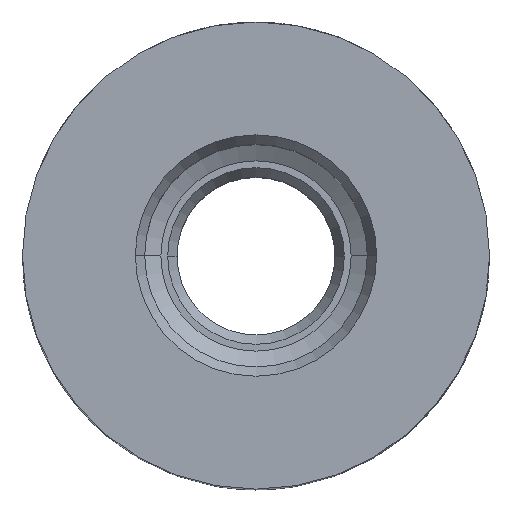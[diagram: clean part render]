
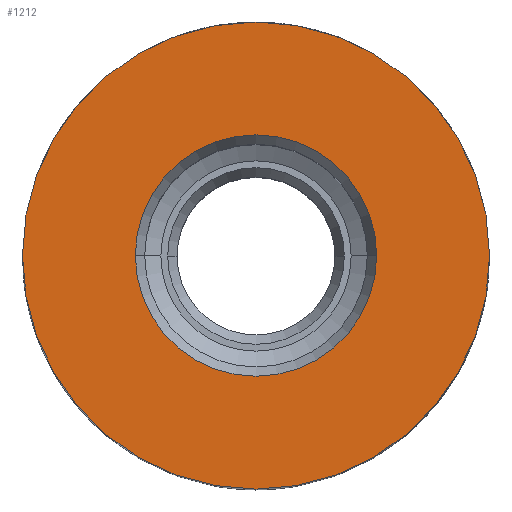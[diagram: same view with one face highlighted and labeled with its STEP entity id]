
A CAD part, top view. The second image highlights one B-rep face of the part: STEP entity #1212.
In plain terms, the highlighted planar face has unit normal (0, 0, 1).
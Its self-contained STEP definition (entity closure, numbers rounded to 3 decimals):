
#25 = AXIS2_PLACEMENT_3D ( 'NONE', #552, #250, #1242 ) ;
#27 = ORIENTED_EDGE ( 'NONE', *, *, #342, .T. ) ;
#63 = AXIS2_PLACEMENT_3D ( 'NONE', #114, #789, #477 ) ;
#64 = AXIS2_PLACEMENT_3D ( 'NONE', #1101, #1241, #988 ) ;
#68 = CARTESIAN_POINT ( 'NONE',  ( -3.875, 0., 16. ) ) ;
#69 = CARTESIAN_POINT ( 'NONE',  ( -7.5, 0., 16. ) ) ;
#114 = CARTESIAN_POINT ( 'NONE',  ( 0., 0., 16. ) ) ;
#118 = ORIENTED_EDGE ( 'NONE', *, *, #831, .T. ) ;
#190 = EDGE_CURVE ( 'NONE', #1343, #1119, #1166, .T. ) ;
#237 = CARTESIAN_POINT ( 'NONE',  ( 3.875, 0., 16. ) ) ;
#250 = DIRECTION ( 'NONE',  ( 0., 0., 1. ) ) ;
#264 = CIRCLE ( 'NONE', #817, 7.5 ) ;
#329 = DIRECTION ( 'NONE',  ( 1., 0., 0. ) ) ;
#342 = EDGE_CURVE ( 'NONE', #1119, #1343, #264, .T. ) ;
#362 = AXIS2_PLACEMENT_3D ( 'NONE', #873, #993, #329 ) ;
#393 = CARTESIAN_POINT ( 'NONE',  ( 0., 0., 16. ) ) ;
#434 = VERTEX_POINT ( 'NONE', #68 ) ;
#477 = DIRECTION ( 'NONE',  ( 1., 0., 0. ) ) ;
#549 = EDGE_CURVE ( 'NONE', #572, #434, #1211, .T. ) ;
#552 = CARTESIAN_POINT ( 'NONE',  ( 0., 0., 16. ) ) ;
#572 = VERTEX_POINT ( 'NONE', #237 ) ;
#579 = EDGE_LOOP ( 'NONE', ( #1423, #118 ) ) ;
#789 = DIRECTION ( 'NONE',  ( 0., 0., 1. ) ) ;
#817 = AXIS2_PLACEMENT_3D ( 'NONE', #393, #828, #1057 ) ;
#825 = EDGE_LOOP ( 'NONE', ( #27, #946 ) ) ;
#828 = DIRECTION ( 'NONE',  ( 0., 0., 1. ) ) ;
#831 = EDGE_CURVE ( 'NONE', #434, #572, #1377, .T. ) ;
#873 = CARTESIAN_POINT ( 'NONE',  ( 0., 0., 16. ) ) ;
#946 = ORIENTED_EDGE ( 'NONE', *, *, #190, .T. ) ;
#988 = DIRECTION ( 'NONE',  ( 1., 0., 0. ) ) ;
#993 = DIRECTION ( 'NONE',  ( 0., 0., -1. ) ) ;
#1024 = FACE_OUTER_BOUND ( 'NONE', #825, .T. ) ;
#1057 = DIRECTION ( 'NONE',  ( 1., 0., 0. ) ) ;
#1101 = CARTESIAN_POINT ( 'NONE',  ( 0., 0., 16. ) ) ;
#1115 = PLANE ( 'NONE',  #25 ) ;
#1119 = VERTEX_POINT ( 'NONE', #69 ) ;
#1166 = CIRCLE ( 'NONE', #63, 7.5 ) ;
#1211 = CIRCLE ( 'NONE', #64, 3.875 ) ;
#1212 = ADVANCED_FACE ( 'NONE', ( #1346, #1024 ), #1115, .T. ) ;
#1235 = CARTESIAN_POINT ( 'NONE',  ( 7.5, 0., 16. ) ) ;
#1241 = DIRECTION ( 'NONE',  ( 0., 0., -1. ) ) ;
#1242 = DIRECTION ( 'NONE',  ( 1., 0., 0. ) ) ;
#1343 = VERTEX_POINT ( 'NONE', #1235 ) ;
#1346 = FACE_BOUND ( 'NONE', #579, .T. ) ;
#1377 = CIRCLE ( 'NONE', #362, 3.875 ) ;
#1423 = ORIENTED_EDGE ( 'NONE', *, *, #549, .T. ) ;
